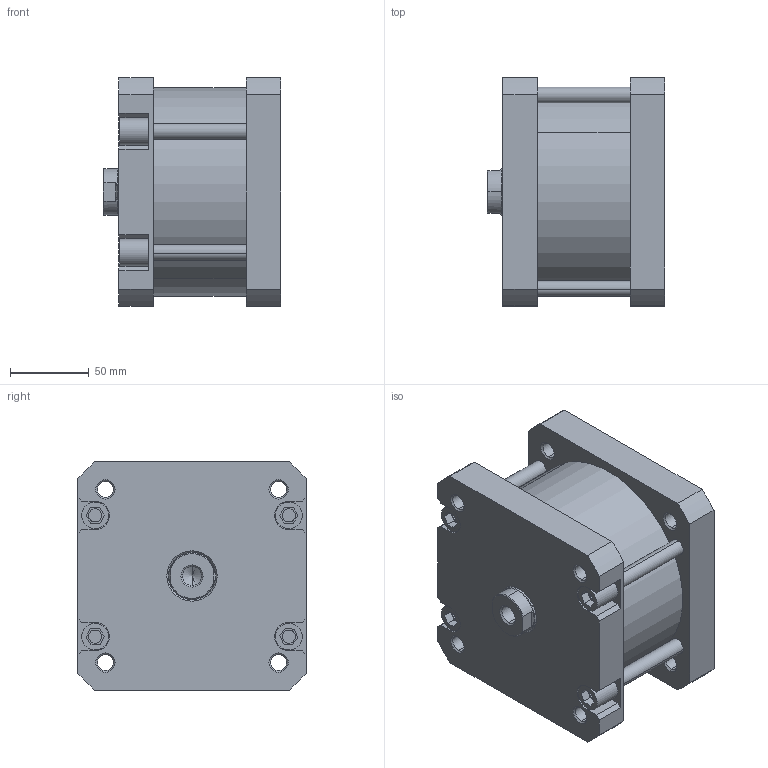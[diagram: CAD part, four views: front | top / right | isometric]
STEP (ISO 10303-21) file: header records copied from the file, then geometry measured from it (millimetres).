
FILE_DESCRIPTION (( 'STEP AP214' ), '1' );
FILE_NAME ('PK 125-25 CYLINDER.STEP', '2010-08-31T08:33:57', ( '' ), ( '' ), 'SwSTEP 2.0', 'SolidWorks 2010', '' );
FILE_SCHEMA (( 'AUTOMOTIVE_DESIGN' ));
Length unit declared in the file: millimetre
Products named in the file (6): PK  125-25  CYLINDER; PK  125 SAPLAMA_Varsayýlan; PK  125    MÝL_DÝÞÝ  MÝL; 125  PK  烰 KAPAK ; PK  125  BORU_Varsayýlan; 125  PK ARKA  KAPAK 
Assembly tree (8 placements, depth 2):
  PK  125-25  CYLINDER
    125  PK  烰 KAPAK 
    PK  125    MÝL_DÝÞÝ  MÝL
    125  PK ARKA  KAPAK 
    PK  125 SAPLAMA_Varsayýlan  x4
    PK  125  BORU_Varsayýlan
Bounding box: 113 x 145 x 145 mm (x, y, z)
Volume: 1442583.6 mm3; surface area: 231582.2 mm2
Topology: 8 solids, 8 shells, 259 faces, 599 edges, 372 vertices
Faces by surface type: cylinder 91, plane 89, cone 79
Entity records: 7538 total; most frequent: DIRECTION 1274, CARTESIAN_POINT 1173, ORIENTED_EDGE 1110, EDGE_CURVE 555, AXIS2_PLACEMENT_3D 481, VERTEX_POINT 348, LINE 312, VECTOR 312
